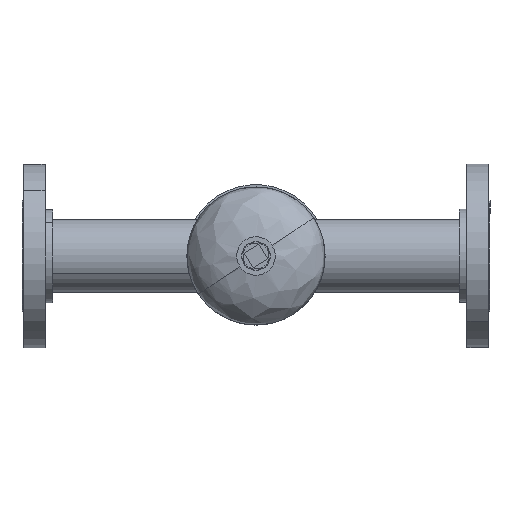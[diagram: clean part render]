
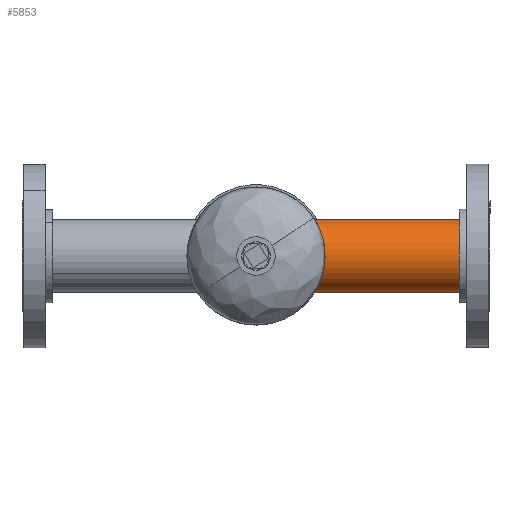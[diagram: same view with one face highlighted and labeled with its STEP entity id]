
A CAD part, front view. The second image highlights one B-rep face of the part: STEP entity #5853.
In plain terms, the highlighted cylindrical face has radius 30.163 mm (diameter 60.325 mm), a partial arc.
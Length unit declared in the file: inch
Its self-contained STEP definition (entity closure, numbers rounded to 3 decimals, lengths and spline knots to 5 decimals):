
#28 = DIRECTION ( 'NONE',  ( 0., 0., 1. ) ) ;
#417 = CYLINDRICAL_SURFACE ( 'NONE', #3297, 1.1875 ) ;
#479 = VERTEX_POINT ( 'NONE', #3694 ) ;
#916 = VECTOR ( 'NONE', #5773, 39.37008 ) ;
#1194 = CARTESIAN_POINT ( 'NONE',  ( 0., 0., -1.1875 ) ) ;
#1274 = DIRECTION ( 'NONE',  ( 0., 0., 1. ) ) ;
#2160 = CARTESIAN_POINT ( 'NONE',  ( 0., 6., 1.1875 ) ) ;
#2223 = ORIENTED_EDGE ( 'NONE', *, *, #5162, .F. ) ;
#2388 = ORIENTED_EDGE ( 'NONE', *, *, #3204, .F. ) ;
#2716 = FACE_OUTER_BOUND ( 'NONE', #3400, .T. ) ;
#3120 = DIRECTION ( 'NONE',  ( 0., 0., -1. ) ) ;
#3133 = ORIENTED_EDGE ( 'NONE', *, *, #4885, .T. ) ;
#3204 = EDGE_CURVE ( 'NONE', #479, #4224, #4061, .T. ) ;
#3265 = LINE ( 'NONE', #5102, #916 ) ;
#3297 = AXIS2_PLACEMENT_3D ( 'NONE', #4522, #5409, #3120 ) ;
#3400 = EDGE_LOOP ( 'NONE', ( #2388, #5227, #3133, #2223 ) ) ;
#3481 = VECTOR ( 'NONE', #4367, 39.37008 ) ;
#3528 = CARTESIAN_POINT ( 'NONE',  ( 0., 6., -1.1875 ) ) ;
#3538 = DIRECTION ( 'NONE',  ( 0., 1., 0. ) ) ;
#3694 = CARTESIAN_POINT ( 'NONE',  ( 0., 6., 1.1875 ) ) ;
#4022 = CARTESIAN_POINT ( 'NONE',  ( 0., 6., 0. ) ) ;
#4061 = CIRCLE ( 'NONE', #5033, 1.1875 ) ;
#4075 = CARTESIAN_POINT ( 'NONE',  ( 0., 0., 0. ) ) ;
#4224 = VERTEX_POINT ( 'NONE', #3528 ) ;
#4367 = DIRECTION ( 'NONE',  ( 0., -1., 0. ) ) ;
#4489 = LINE ( 'NONE', #2160, #3481 ) ;
#4522 = CARTESIAN_POINT ( 'NONE',  ( 0., 6., 0. ) ) ;
#4667 = EDGE_CURVE ( 'NONE', #479, #5753, #4489, .T. ) ;
#4885 = EDGE_CURVE ( 'NONE', #5753, #5355, #5496, .T. ) ;
#5017 = DIRECTION ( 'NONE',  ( 0., 1., 0. ) ) ;
#5026 = AXIS2_PLACEMENT_3D ( 'NONE', #4075, #5017, #28 ) ;
#5033 = AXIS2_PLACEMENT_3D ( 'NONE', #4022, #3538, #1274 ) ;
#5102 = CARTESIAN_POINT ( 'NONE',  ( 0., 6., -1.1875 ) ) ;
#5162 = EDGE_CURVE ( 'NONE', #4224, #5355, #3265, .T. ) ;
#5227 = ORIENTED_EDGE ( 'NONE', *, *, #4667, .T. ) ;
#5355 = VERTEX_POINT ( 'NONE', #1194 ) ;
#5409 = DIRECTION ( 'NONE',  ( 0., -1., 0. ) ) ;
#5496 = CIRCLE ( 'NONE', #5026, 1.1875 ) ;
#5753 = VERTEX_POINT ( 'NONE', #5850 ) ;
#5773 = DIRECTION ( 'NONE',  ( 0., -1., 0. ) ) ;
#5850 = CARTESIAN_POINT ( 'NONE',  ( 0., 0., 1.1875 ) ) ;
#5853 = ADVANCED_FACE ( 'NONE', ( #2716 ), #417, .T. ) ;
